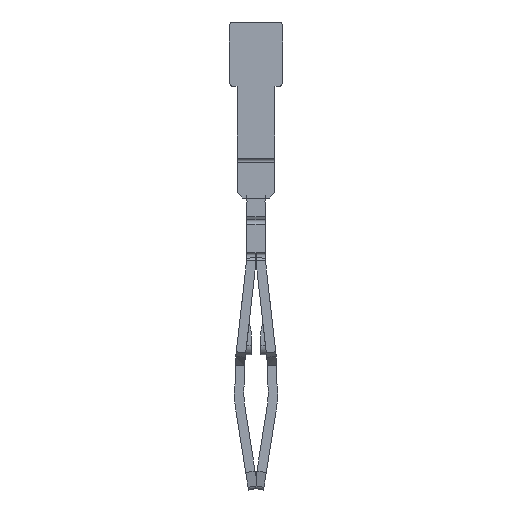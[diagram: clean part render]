
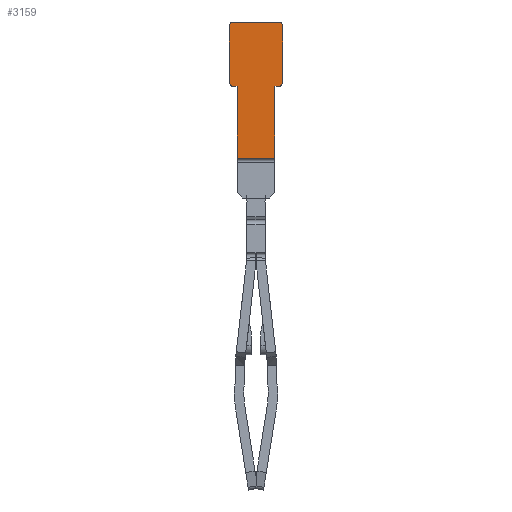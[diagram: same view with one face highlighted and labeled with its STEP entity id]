
A CAD part, left-side view. The second image highlights one B-rep face of the part: STEP entity #3159.
In plain terms, the highlighted planar face has unit normal (-1, 0, 0).
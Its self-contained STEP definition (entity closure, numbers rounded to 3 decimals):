
#1803=AXIS2_PLACEMENT_3D('Circle Axis2P3D',#1801,#1802,$) ;
#1882=AXIS2_PLACEMENT_3D('Circle Axis2P3D',#1880,#1881,$) ;
#1950=AXIS2_PLACEMENT_3D('Circle Axis2P3D',#1948,#1949,$) ;
#2012=AXIS2_PLACEMENT_3D('Circle Axis2P3D',#2010,#2011,$) ;
#3124=AXIS2_PLACEMENT_3D('Plane Axis2P3D',#3121,#3122,#3123) ;
#1782=CARTESIAN_POINT('Vertex',(0.,0.2,21.322)) ;
#1798=CARTESIAN_POINT('Vertex',(0.,0.,21.522)) ;
#1801=CARTESIAN_POINT('Axis2P3D Location',(0.,0.2,21.522)) ;
#1822=CARTESIAN_POINT('Vertex',(0.,0.,24.522)) ;
#1825=CARTESIAN_POINT('Line Origine',(0.,0.,23.022)) ;
#1877=CARTESIAN_POINT('Vertex',(0.,0.2,24.722)) ;
#1880=CARTESIAN_POINT('Axis2P3D Location',(0.,0.2,24.522)) ;
#1908=CARTESIAN_POINT('Vertex',(0.,2.6,24.722)) ;
#1911=CARTESIAN_POINT('Line Origine',(0.,1.4,24.722)) ;
#1945=CARTESIAN_POINT('Vertex',(0.,2.8,24.522)) ;
#1948=CARTESIAN_POINT('Axis2P3D Location',(0.,2.6,24.522)) ;
#1965=CARTESIAN_POINT('Line Origine',(0.,2.8,23.022)) ;
#1969=CARTESIAN_POINT('Vertex',(0.,2.8,21.522)) ;
#2007=CARTESIAN_POINT('Vertex',(0.,2.6,21.322)) ;
#2010=CARTESIAN_POINT('Axis2P3D Location',(0.,2.6,21.522)) ;
#2038=CARTESIAN_POINT('Vertex',(0.,2.4,21.322)) ;
#2041=CARTESIAN_POINT('Line Origine',(0.,2.5,21.322)) ;
#3106=CARTESIAN_POINT('Vertex',(0.,0.4,21.322)) ;
#3109=CARTESIAN_POINT('Line Origine',(0.,0.3,21.322)) ;
#3121=CARTESIAN_POINT('Axis2P3D Location',(0.,1.4,5.622)) ;
#3126=CARTESIAN_POINT('Line Origine',(0.,0.4,19.422)) ;
#3130=CARTESIAN_POINT('Vertex',(0.,0.4,17.522)) ;
#3133=CARTESIAN_POINT('Line Origine',(0.,2.4,19.422)) ;
#3137=CARTESIAN_POINT('Vertex',(0.,2.4,17.522)) ;
#3140=CARTESIAN_POINT('Line Origine',(0.,1.4,17.522)) ;
#1802=DIRECTION('Axis2P3D Direction',(-1.,0.,0.)) ;
#1826=DIRECTION('Vector Direction',(0.,0.,-1.)) ;
#1881=DIRECTION('Axis2P3D Direction',(-1.,0.,0.)) ;
#1912=DIRECTION('Vector Direction',(0.,-1.,0.)) ;
#1949=DIRECTION('Axis2P3D Direction',(-1.,0.,0.)) ;
#1966=DIRECTION('Vector Direction',(0.,0.,1.)) ;
#2011=DIRECTION('Axis2P3D Direction',(-1.,0.,0.)) ;
#2042=DIRECTION('Vector Direction',(0.,1.,0.)) ;
#3110=DIRECTION('Vector Direction',(0.,1.,0.)) ;
#3122=DIRECTION('Axis2P3D Direction',(-1.,0.,0.)) ;
#3123=DIRECTION('Axis2P3D XDirection',(0.,-1.,0.)) ;
#3127=DIRECTION('Vector Direction',(0.,0.,-1.)) ;
#3134=DIRECTION('Vector Direction',(0.,0.,1.)) ;
#3141=DIRECTION('Vector Direction',(0.,-1.,0.)) ;
#1827=VECTOR('Line Direction',#1826,1.) ;
#1913=VECTOR('Line Direction',#1912,1.) ;
#1967=VECTOR('Line Direction',#1966,1.) ;
#2043=VECTOR('Line Direction',#2042,1.) ;
#3111=VECTOR('Line Direction',#3110,1.) ;
#3128=VECTOR('Line Direction',#3127,1.) ;
#3135=VECTOR('Line Direction',#3134,1.) ;
#3142=VECTOR('Line Direction',#3141,1.) ;
#3146=ORIENTED_EDGE('',*,*,#3132,.T.) ;
#3147=ORIENTED_EDGE('',*,*,#3113,.T.) ;
#3148=ORIENTED_EDGE('',*,*,#1805,.T.) ;
#3149=ORIENTED_EDGE('',*,*,#1829,.T.) ;
#3150=ORIENTED_EDGE('',*,*,#1884,.T.) ;
#3151=ORIENTED_EDGE('',*,*,#1915,.T.) ;
#3152=ORIENTED_EDGE('',*,*,#1952,.T.) ;
#3153=ORIENTED_EDGE('',*,*,#1971,.T.) ;
#3154=ORIENTED_EDGE('',*,*,#2014,.T.) ;
#3155=ORIENTED_EDGE('',*,*,#2045,.T.) ;
#3156=ORIENTED_EDGE('',*,*,#3139,.T.) ;
#3157=ORIENTED_EDGE('',*,*,#3144,.F.) ;
#3159=ADVANCED_FACE('58451_ZQV_2-5N_KU',(#3158),#3125,.T.) ;
#1804=CIRCLE('generated circle',#1803,0.2) ;
#1883=CIRCLE('generated circle',#1882,0.2) ;
#1951=CIRCLE('generated circle',#1950,0.2) ;
#2013=CIRCLE('generated circle',#2012,0.2) ;
#1805=EDGE_CURVE('',#1783,#1799,#1804,.T.) ;
#1829=EDGE_CURVE('',#1799,#1823,#1828,.F.) ;
#1884=EDGE_CURVE('',#1823,#1878,#1883,.T.) ;
#1915=EDGE_CURVE('',#1878,#1909,#1914,.F.) ;
#1952=EDGE_CURVE('',#1909,#1946,#1951,.T.) ;
#1971=EDGE_CURVE('',#1946,#1970,#1968,.F.) ;
#2014=EDGE_CURVE('',#1970,#2008,#2013,.T.) ;
#2045=EDGE_CURVE('',#2008,#2039,#2044,.F.) ;
#3113=EDGE_CURVE('',#3107,#1783,#3112,.F.) ;
#3132=EDGE_CURVE('',#3131,#3107,#3129,.F.) ;
#3139=EDGE_CURVE('',#2039,#3138,#3136,.F.) ;
#3144=EDGE_CURVE('',#3131,#3138,#3143,.F.) ;
#3145=EDGE_LOOP('',(#3146,#3147,#3148,#3149,#3150,#3151,#3152,#3153,#3154,#3155,#3156,#3157)) ;
#3158=FACE_OUTER_BOUND('',#3145,.T.) ;
#1828=LINE('Line',#1825,#1827) ;
#1914=LINE('Line',#1911,#1913) ;
#1968=LINE('Line',#1965,#1967) ;
#2044=LINE('Line',#2041,#2043) ;
#3112=LINE('Line',#3109,#3111) ;
#3129=LINE('Line',#3126,#3128) ;
#3136=LINE('Line',#3133,#3135) ;
#3143=LINE('Line',#3140,#3142) ;
#3125=PLANE('',#3124) ;
#1783=VERTEX_POINT('',#1782) ;
#1799=VERTEX_POINT('',#1798) ;
#1823=VERTEX_POINT('',#1822) ;
#1878=VERTEX_POINT('',#1877) ;
#1909=VERTEX_POINT('',#1908) ;
#1946=VERTEX_POINT('',#1945) ;
#1970=VERTEX_POINT('',#1969) ;
#2008=VERTEX_POINT('',#2007) ;
#2039=VERTEX_POINT('',#2038) ;
#3107=VERTEX_POINT('',#3106) ;
#3131=VERTEX_POINT('',#3130) ;
#3138=VERTEX_POINT('',#3137) ;
